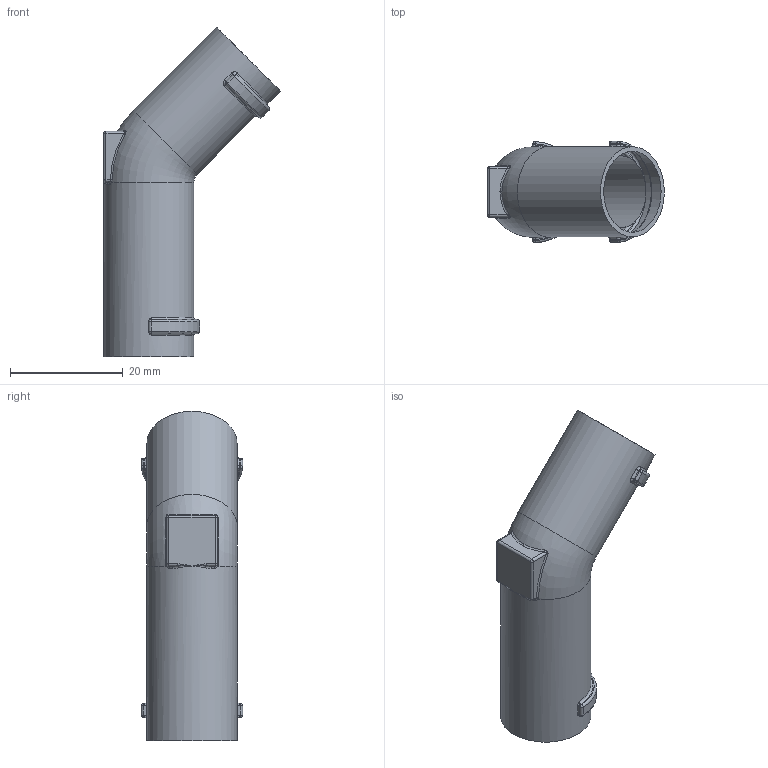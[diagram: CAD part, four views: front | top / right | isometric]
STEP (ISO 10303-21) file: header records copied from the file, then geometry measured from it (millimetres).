
FILE_DESCRIPTION(/* description */ (''),/* implementation_level */ '2;1');
FILE_NAME(/* name */ 'intake connector 45deg.step',/* time_stamp */ '2023-01-26T01:49:07+08:00',/* author */ (''),/* organization */ (''),/* preprocessor_version */ 'ST-DEVELOPER v19.2',/* originating_system */ 'Autodesk Translation Framework v11.17.0.187',/* authorisation */ '');
FILE_SCHEMA (('AUTOMOTIVE_DESIGN { 1 0 10303 214 3 1 1 }'));
Length unit declared in the file: millimetre
Products named in the file (1): intake connector 45deg
Bounding box: 31.33 x 17.98 x 58.44 mm (x, y, z)
Volume: 4451.5 mm3; surface area: 5643.9 mm2
Topology: 1 solids, 1 shells, 96 faces, 215 edges, 116 vertices
Faces by surface type: cylinder 29, bspline 23, plane 16, torus 14, sphere 12, cone 2
Full cylindrical faces by diameter (mm): 12.8 x2, 16 x2
Entity records: 3270 total; most frequent: CARTESIAN_POINT 1240, ORIENTED_EDGE 420, DIRECTION 414, EDGE_CURVE 210, AXIS2_PLACEMENT_3D 179, VERTEX_POINT 116, CIRCLE 105, EDGE_LOOP 98
